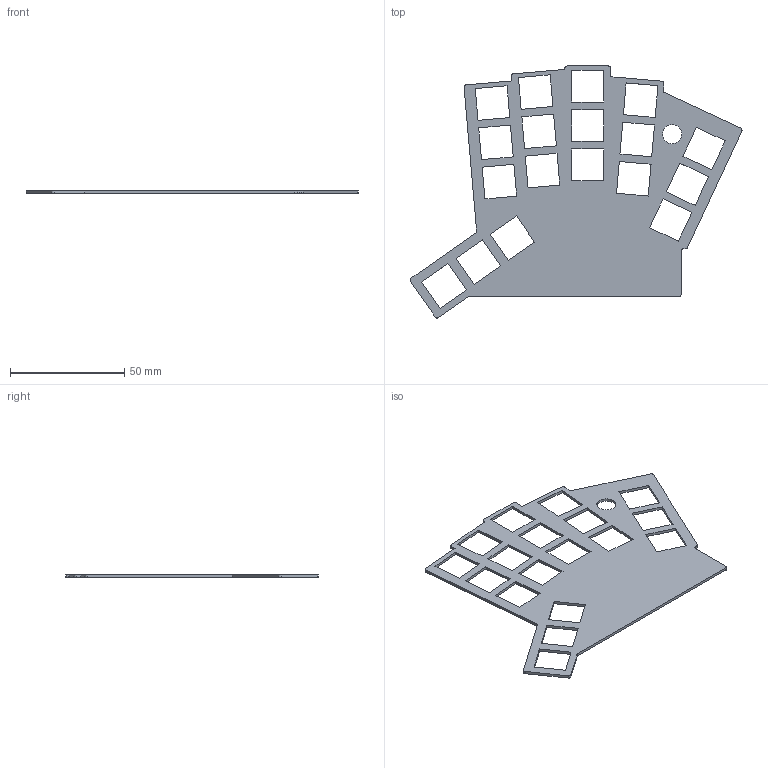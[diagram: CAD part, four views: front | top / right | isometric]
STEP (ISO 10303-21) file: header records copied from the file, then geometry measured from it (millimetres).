
FILE_DESCRIPTION(('KiCad electronic assembly'),'2;1');
FILE_NAME('pipar_point_plate.step','2024-10-05T23:09:51',('Pcbnew'),( 'Kicad'),'Open CASCADE STEP processor 7.8','KiCad to STEP converter' ,'Unknown');
FILE_SCHEMA(('AUTOMOTIVE_DESIGN { 1 0 10303 214 1 1 1 1 }'));
Length unit declared in the file: millimetre
Products named in the file (2): pipar_point_plate 1; pipar_point_plate_PCB
Assembly tree (1 placements, depth 2):
  pipar_point_plate 1
    pipar_point_plate_PCB
Bounding box: 145.26 x 110.28 x 1.2 mm (x, y, z)
Volume: 8152.5 mm3; surface area: 15362.6 mm2
Topology: 1 solids, 1 shells, 109 faces, 321 edges, 214 vertices
Faces by surface type: plane 91, cylinder 18
Full cylindrical faces by diameter (mm): 8.3 x1
Entity records: 3704 total; most frequent: CARTESIAN_POINT 646, ORIENTED_EDGE 642, DIRECTION 579, EDGE_CURVE 321, LINE 285, VECTOR 285, VERTEX_POINT 214, AXIS2_PLACEMENT_3D 147
